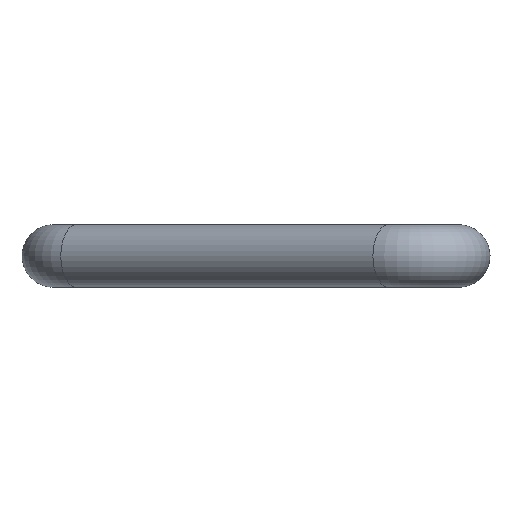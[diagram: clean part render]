
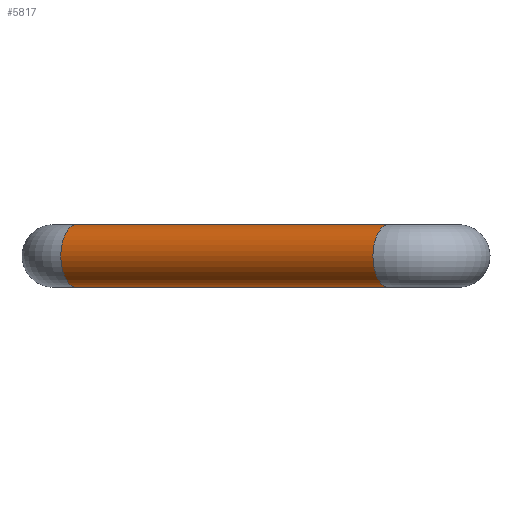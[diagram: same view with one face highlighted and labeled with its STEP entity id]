
A CAD part, left-side view. The second image highlights one B-rep face of the part: STEP entity #5817.
In plain terms, the highlighted cylindrical face has radius 4 mm (diameter 8 mm), a full revolution.
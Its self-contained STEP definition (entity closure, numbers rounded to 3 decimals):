
#783 = VERTEX_POINT ( 'NONE', #9899 ) ;
#1093 = EDGE_CURVE ( 'NONE', #783, #783, #6371, .T. ) ;
#2562 = VERTEX_POINT ( 'NONE', #6924 ) ;
#3362 = CIRCLE ( 'NONE', #5611, 4. ) ;
#4377 = DIRECTION ( 'NONE',  ( 0., 0., -1. ) ) ;
#4746 = EDGE_LOOP ( 'NONE', ( #11985 ) ) ;
#5064 = FACE_OUTER_BOUND ( 'NONE', #4746, .T. ) ;
#5398 = DIRECTION ( 'NONE',  ( -0.5, -0.866, 0. ) ) ;
#5611 = AXIS2_PLACEMENT_3D ( 'NONE', #5902, #7799, #10778 ) ;
#5815 = EDGE_LOOP ( 'NONE', ( #8833 ) ) ;
#5817 = ADVANCED_FACE ( 'NONE', ( #5064, #11795 ), #7579, .T. ) ;
#5902 = CARTESIAN_POINT ( 'NONE',  ( -5.196, 53., 0. ) ) ;
#6239 = CARTESIAN_POINT ( 'NONE',  ( -5.196, 53., 0. ) ) ;
#6371 = CIRCLE ( 'NONE', #6475, 4. ) ;
#6475 = AXIS2_PLACEMENT_3D ( 'NONE', #11118, #5398, #4377 ) ;
#6924 = CARTESIAN_POINT ( 'NONE',  ( -5.196, 53., -4. ) ) ;
#7570 = AXIS2_PLACEMENT_3D ( 'NONE', #6239, #8263, #8130 ) ;
#7579 = CYLINDRICAL_SURFACE ( 'NONE', #7570, 4. ) ;
#7799 = DIRECTION ( 'NONE',  ( -0.5, -0.866, 0. ) ) ;
#8130 = DIRECTION ( 'NONE',  ( 0.866, -0.5, 0. ) ) ;
#8207 = EDGE_CURVE ( 'NONE', #2562, #2562, #3362, .T. ) ;
#8263 = DIRECTION ( 'NONE',  ( -0.5, -0.866, 0. ) ) ;
#8833 = ORIENTED_EDGE ( 'NONE', *, *, #1093, .F. ) ;
#9899 = CARTESIAN_POINT ( 'NONE',  ( -28.29, 13., -4. ) ) ;
#10778 = DIRECTION ( 'NONE',  ( 0., 0., -1. ) ) ;
#11118 = CARTESIAN_POINT ( 'NONE',  ( -28.29, 13., 0. ) ) ;
#11795 = FACE_OUTER_BOUND ( 'NONE', #5815, .T. ) ;
#11985 = ORIENTED_EDGE ( 'NONE', *, *, #8207, .T. ) ;
